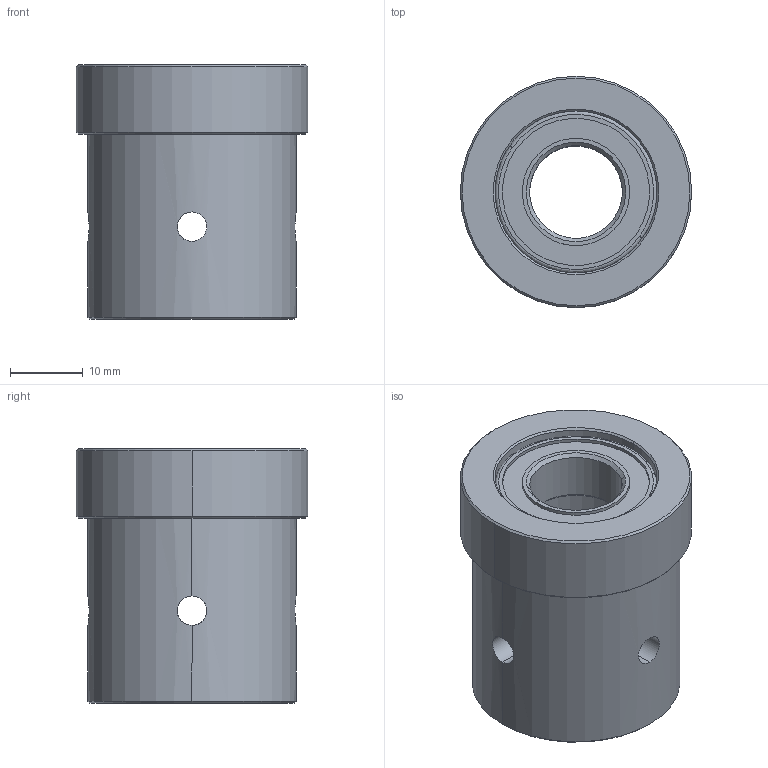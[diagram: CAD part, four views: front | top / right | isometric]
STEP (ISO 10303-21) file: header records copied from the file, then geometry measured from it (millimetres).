
FILE_DESCRIPTION (( 'STEP AP214' ), '1' );
FILE_NAME ('WCP-1746 Rev1.step', '2025-01-31T21:58:16', ( '' ), ( '' ), 'SwSTEP 2.0', 'SolidWorks 2022', '' );
FILE_SCHEMA (( 'AUTOMOTIVE_DESIGN' ));
Length unit declared in the file: inch
Products named in the file (3): WCP-1746-001 Rev1_1.25" OD Tube; WCP-1746 Rev1; WCP-0777 Rev1
Assembly tree (3 placements, depth 2):
  WCP-1746 Rev1
    WCP-1746-001 Rev1_1.25" OD Tube
    WCP-0777 Rev1  x2
Bounding box: 31.75 x 31.75 x 34.92 mm (x, y, z)
Volume: 15101.1 mm3; surface area: 9366.1 mm2
Topology: 3 solids, 3 shells, 95 faces, 202 edges, 122 vertices
Faces by surface type: cylinder 46, cone 22, plane 19, bspline 8
Entity records: 2582 total; most frequent: CARTESIAN_POINT 819, DIRECTION 346, ORIENTED_EDGE 300, EDGE_CURVE 150, AXIS2_PLACEMENT_3D 145, VERTEX_POINT 90, EDGE_LOOP 86, CIRCLE 74
